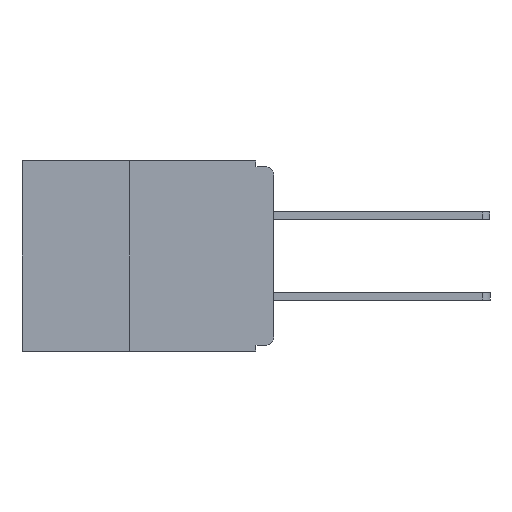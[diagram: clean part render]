
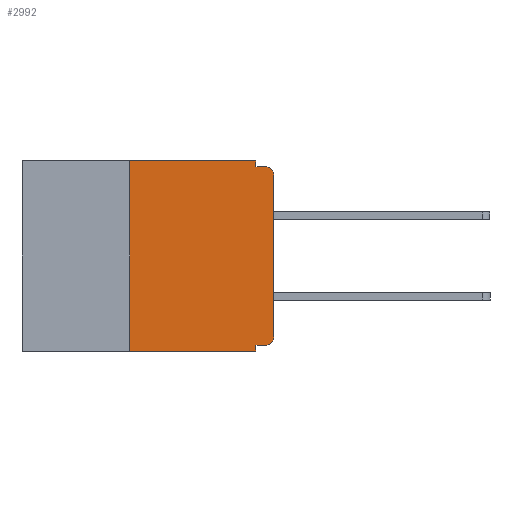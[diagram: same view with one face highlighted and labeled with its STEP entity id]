
A CAD part, left-side view. The second image highlights one B-rep face of the part: STEP entity #2992.
In plain terms, the highlighted planar face has unit normal (-1, 0, 0).
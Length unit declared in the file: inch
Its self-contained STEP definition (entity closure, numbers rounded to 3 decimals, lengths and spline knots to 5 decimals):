
#518 = EDGE_CURVE ( 'NONE', #11438, #10804, #19140, .T. ) ;
#988 = ORIENTED_EDGE ( 'NONE', *, *, #3191, .T. ) ;
#1800 = CARTESIAN_POINT ( 'NONE',  ( 0., 0.437, 0. ) ) ;
#2021 = DIRECTION ( 'NONE',  ( 0., 0., 1. ) ) ;
#2122 = LINE ( 'NONE', #15011, #15811 ) ;
#2601 = ORIENTED_EDGE ( 'NONE', *, *, #14333, .F. ) ;
#2869 = CIRCLE ( 'NONE', #16765, 0.015 ) ;
#2967 = CARTESIAN_POINT ( 'NONE',  ( 0., 0.031, -0.33 ) ) ;
#2987 = EDGE_LOOP ( 'NONE', ( #19344, #988, #6268, #15761, #2601, #16547, #3426, #8185, #3994, #18775 ) ) ;
#2992 = ADVANCED_FACE ( 'NONE', ( #13491 ), #15536, .F. ) ;
#3191 = EDGE_CURVE ( 'NONE', #5647, #20633, #2869, .T. ) ;
#3426 = ORIENTED_EDGE ( 'NONE', *, *, #12470, .T. ) ;
#3607 = AXIS2_PLACEMENT_3D ( 'NONE', #17499, #4518, #5023 ) ;
#3650 = LINE ( 'NONE', #18978, #17333 ) ;
#3810 = VERTEX_POINT ( 'NONE', #7465 ) ;
#3994 = ORIENTED_EDGE ( 'NONE', *, *, #14604, .F. ) ;
#4140 = LINE ( 'NONE', #12743, #13675 ) ;
#4309 = DIRECTION ( 'NONE',  ( 0., -1., 0. ) ) ;
#4352 = CARTESIAN_POINT ( 'NONE',  ( 0., 0.031, 0. ) ) ;
#4518 = DIRECTION ( 'NONE',  ( 1., 0., 0. ) ) ;
#4546 = CARTESIAN_POINT ( 'NONE',  ( 0., 0.031, 0. ) ) ;
#4777 = EDGE_CURVE ( 'NONE', #18256, #5778, #7327, .T. ) ;
#4839 = CARTESIAN_POINT ( 'NONE',  ( 0., 0., -0.305 ) ) ;
#4936 = VECTOR ( 'NONE', #18461, 39.37008 ) ;
#5023 = DIRECTION ( 'NONE',  ( 0., 0., -1. ) ) ;
#5119 = CARTESIAN_POINT ( 'NONE',  ( 0., 0.031, -0.32 ) ) ;
#5268 = VECTOR ( 'NONE', #16069, 39.37008 ) ;
#5647 = VERTEX_POINT ( 'NONE', #5874 ) ;
#5778 = VERTEX_POINT ( 'NONE', #4839 ) ;
#5874 = CARTESIAN_POINT ( 'NONE',  ( 0., 0., -0.025 ) ) ;
#6268 = ORIENTED_EDGE ( 'NONE', *, *, #9323, .F. ) ;
#6549 = DIRECTION ( 'NONE',  ( 0., -1., 0. ) ) ;
#7043 = VECTOR ( 'NONE', #18638, 39.37008 ) ;
#7327 = CIRCLE ( 'NONE', #8872, 0.015 ) ;
#7465 = CARTESIAN_POINT ( 'NONE',  ( 0., 0.25, 0. ) ) ;
#7608 = LINE ( 'NONE', #19006, #12929 ) ;
#7938 = CARTESIAN_POINT ( 'NONE',  ( 0., 0., -0.32 ) ) ;
#8185 = ORIENTED_EDGE ( 'NONE', *, *, #518, .F. ) ;
#8331 = DIRECTION ( 'NONE',  ( 0., 0., 1. ) ) ;
#8872 = AXIS2_PLACEMENT_3D ( 'NONE', #15518, #15486, #15461 ) ;
#9323 = EDGE_CURVE ( 'NONE', #13247, #20633, #2122, .T. ) ;
#9393 = VERTEX_POINT ( 'NONE', #4546 ) ;
#9709 = LINE ( 'NONE', #7938, #13375 ) ;
#10804 = VERTEX_POINT ( 'NONE', #19361 ) ;
#11438 = VERTEX_POINT ( 'NONE', #5119 ) ;
#12470 = EDGE_CURVE ( 'NONE', #19648, #10804, #7608, .T. ) ;
#12743 = CARTESIAN_POINT ( 'NONE',  ( 0., 0.25, -0.33 ) ) ;
#12929 = VECTOR ( 'NONE', #6549, 39.37008 ) ;
#13091 = EDGE_CURVE ( 'NONE', #5778, #5647, #3650, .T. ) ;
#13247 = VERTEX_POINT ( 'NONE', #17666 ) ;
#13375 = VECTOR ( 'NONE', #22014, 39.37008 ) ;
#13491 = FACE_OUTER_BOUND ( 'NONE', #2987, .T. ) ;
#13644 = CARTESIAN_POINT ( 'NONE',  ( 0., 0.015, -0.01 ) ) ;
#13675 = VECTOR ( 'NONE', #2021, 39.37008 ) ;
#14333 = EDGE_CURVE ( 'NONE', #3810, #9393, #15333, .T. ) ;
#14393 = EDGE_CURVE ( 'NONE', #19648, #3810, #4140, .T. ) ;
#14604 = EDGE_CURVE ( 'NONE', #18256, #11438, #9709, .T. ) ;
#15011 = CARTESIAN_POINT ( 'NONE',  ( 0., 0., -0.01 ) ) ;
#15148 = CARTESIAN_POINT ( 'NONE',  ( 0., 0.015, -0.025 ) ) ;
#15333 = LINE ( 'NONE', #1800, #5268 ) ;
#15461 = DIRECTION ( 'NONE',  ( 0., 0., -1. ) ) ;
#15486 = DIRECTION ( 'NONE',  ( -1., 0., 0. ) ) ;
#15518 = CARTESIAN_POINT ( 'NONE',  ( 0., 0.015, -0.305 ) ) ;
#15536 = PLANE ( 'NONE',  #3607 ) ;
#15761 = ORIENTED_EDGE ( 'NONE', *, *, #18704, .F. ) ;
#15811 = VECTOR ( 'NONE', #4309, 39.37008 ) ;
#16069 = DIRECTION ( 'NONE',  ( 0., -1., 0. ) ) ;
#16547 = ORIENTED_EDGE ( 'NONE', *, *, #14393, .F. ) ;
#16765 = AXIS2_PLACEMENT_3D ( 'NONE', #15148, #20416, #17124 ) ;
#17124 = DIRECTION ( 'NONE',  ( 0., 0., -1. ) ) ;
#17333 = VECTOR ( 'NONE', #8331, 39.37008 ) ;
#17499 = CARTESIAN_POINT ( 'NONE',  ( 0., 0.437, 0. ) ) ;
#17666 = CARTESIAN_POINT ( 'NONE',  ( 0., 0.031, -0.01 ) ) ;
#18256 = VERTEX_POINT ( 'NONE', #19175 ) ;
#18461 = DIRECTION ( 'NONE',  ( 0., 0., -1. ) ) ;
#18638 = DIRECTION ( 'NONE',  ( 0., 0., -1. ) ) ;
#18704 = EDGE_CURVE ( 'NONE', #9393, #13247, #20620, .T. ) ;
#18775 = ORIENTED_EDGE ( 'NONE', *, *, #4777, .T. ) ;
#18978 = CARTESIAN_POINT ( 'NONE',  ( 0., 0., 0. ) ) ;
#19006 = CARTESIAN_POINT ( 'NONE',  ( 0., 0.437, -0.33 ) ) ;
#19140 = LINE ( 'NONE', #2967, #4936 ) ;
#19175 = CARTESIAN_POINT ( 'NONE',  ( 0., 0.015, -0.32 ) ) ;
#19344 = ORIENTED_EDGE ( 'NONE', *, *, #13091, .T. ) ;
#19361 = CARTESIAN_POINT ( 'NONE',  ( 0., 0.031, -0.33 ) ) ;
#19491 = CARTESIAN_POINT ( 'NONE',  ( 0., 0.25, -0.33 ) ) ;
#19648 = VERTEX_POINT ( 'NONE', #19491 ) ;
#20416 = DIRECTION ( 'NONE',  ( -1., 0., 0. ) ) ;
#20620 = LINE ( 'NONE', #4352, #7043 ) ;
#20633 = VERTEX_POINT ( 'NONE', #13644 ) ;
#22014 = DIRECTION ( 'NONE',  ( 0., 1., 0. ) ) ;
